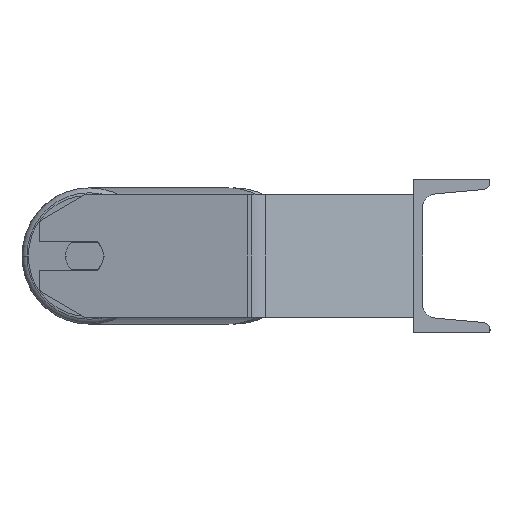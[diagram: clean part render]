
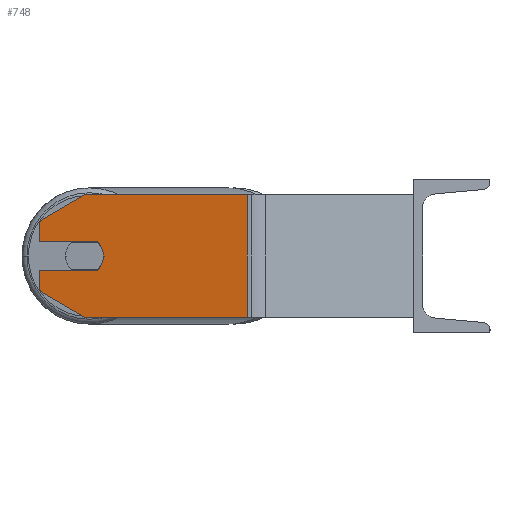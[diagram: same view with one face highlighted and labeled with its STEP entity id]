
A CAD part, left-side view. The second image highlights one B-rep face of the part: STEP entity #748.
In plain terms, the highlighted planar face has unit normal (-0.985, 0.174, 0).
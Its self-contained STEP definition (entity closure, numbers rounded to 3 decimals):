
#56 = DIRECTION ( 'NONE',  ( 0.15, 0.853, -0.5 ) ) ;
#73 = LINE ( 'NONE', #2917, #2001 ) ;
#144 = DIRECTION ( 'NONE',  ( 0.174, 0.985, 0. ) ) ;
#154 = DIRECTION ( 'NONE',  ( -0.174, -0.985, 0. ) ) ;
#230 = VERTEX_POINT ( 'NONE', #7198 ) ;
#239 = CARTESIAN_POINT ( 'NONE',  ( -836.586, 214.701, 0. ) ) ;
#299 = ORIENTED_EDGE ( 'NONE', *, *, #1395, .T. ) ;
#360 = DIRECTION ( 'NONE',  ( -0.15, -0.853, -0.5 ) ) ;
#748 = ADVANCED_FACE ( 'NONE', ( #3020 ), #2964, .F. ) ;
#853 = LINE ( 'NONE', #3678, #3582 ) ;
#962 = VERTEX_POINT ( 'NONE', #2523 ) ;
#1040 = CARTESIAN_POINT ( 'NONE',  ( -831.376, 244.245, 22.679 ) ) ;
#1157 = VERTEX_POINT ( 'NONE', #4467 ) ;
#1250 = CIRCLE ( 'NONE', #1973, 12.5 ) ;
#1395 = EDGE_CURVE ( 'NONE', #1714, #3960, #7583, .T. ) ;
#1667 = CARTESIAN_POINT ( 'NONE',  ( -831.376, 244.245, 40. ) ) ;
#1712 = ORIENTED_EDGE ( 'NONE', *, *, #2046, .T. ) ;
#1714 = VERTEX_POINT ( 'NONE', #5787 ) ;
#1774 = ORIENTED_EDGE ( 'NONE', *, *, #3842, .T. ) ;
#1790 = VERTEX_POINT ( 'NONE', #4647 ) ;
#1917 = EDGE_CURVE ( 'NONE', #1157, #5285, #6278, .T. ) ;
#1973 = AXIS2_PLACEMENT_3D ( 'NONE', #239, #5881, #154 ) ;
#2001 = VECTOR ( 'NONE', #2737, 1000. ) ;
#2010 = DIRECTION ( 'NONE',  ( 0., 0., -1. ) ) ;
#2046 = EDGE_CURVE ( 'NONE', #2899, #7515, #3716, .T. ) ;
#2077 = CARTESIAN_POINT ( 'NONE',  ( -836.586, 214.701, 0. ) ) ;
#2322 = VERTEX_POINT ( 'NONE', #8474 ) ;
#2454 = LINE ( 'NONE', #7438, #3111 ) ;
#2475 = VERTEX_POINT ( 'NONE', #6888 ) ;
#2523 = CARTESIAN_POINT ( 'NONE',  ( -831.376, 244.245, -9.5 ) ) ;
#2683 = DIRECTION ( 'NONE',  ( -0.985, 0.174, 0. ) ) ;
#2708 = ORIENTED_EDGE ( 'NONE', *, *, #6272, .T. ) ;
#2737 = DIRECTION ( 'NONE',  ( -0.174, -0.985, 0. ) ) ;
#2899 = VERTEX_POINT ( 'NONE', #3105 ) ;
#2917 = CARTESIAN_POINT ( 'NONE',  ( -837.996, 206.7, -9.5 ) ) ;
#2964 = PLANE ( 'NONE',  #5367 ) ;
#3020 = FACE_OUTER_BOUND ( 'NONE', #5338, .T. ) ;
#3032 = CARTESIAN_POINT ( 'NONE',  ( -831.376, 244.245, 40. ) ) ;
#3105 = CARTESIAN_POINT ( 'NONE',  ( -831.376, 244.245, 22.679 ) ) ;
#3111 = VECTOR ( 'NONE', #2010, 1000. ) ;
#3215 = ORIENTED_EDGE ( 'NONE', *, *, #5988, .F. ) ;
#3362 = EDGE_CURVE ( 'NONE', #962, #2475, #7847, .T. ) ;
#3420 = CARTESIAN_POINT ( 'NONE',  ( -855.3, 108.568, -40. ) ) ;
#3582 = VECTOR ( 'NONE', #144, 1000. ) ;
#3632 = VECTOR ( 'NONE', #6314, 1000. ) ;
#3678 = CARTESIAN_POINT ( 'NONE',  ( -831.376, 244.245, 9.5 ) ) ;
#3716 = LINE ( 'NONE', #3032, #8832 ) ;
#3842 = EDGE_CURVE ( 'NONE', #2475, #1714, #4630, .T. ) ;
#3883 = VECTOR ( 'NONE', #360, 1000. ) ;
#3946 = ORIENTED_EDGE ( 'NONE', *, *, #8215, .F. ) ;
#3960 = VERTEX_POINT ( 'NONE', #3420 ) ;
#4227 = CARTESIAN_POINT ( 'NONE',  ( -831.376, 244.245, -40. ) ) ;
#4317 = ORIENTED_EDGE ( 'NONE', *, *, #1917, .F. ) ;
#4467 = CARTESIAN_POINT ( 'NONE',  ( -836.586, 214.701, 40. ) ) ;
#4486 = DIRECTION ( 'NONE',  ( 0.985, -0.174, 0. ) ) ;
#4607 = VECTOR ( 'NONE', #7263, 1000. ) ;
#4630 = LINE ( 'NONE', #8036, #3883 ) ;
#4647 = CARTESIAN_POINT ( 'NONE',  ( -837.996, 206.7, -9.5 ) ) ;
#5198 = VECTOR ( 'NONE', #56, 1000. ) ;
#5285 = VERTEX_POINT ( 'NONE', #6690 ) ;
#5338 = EDGE_LOOP ( 'NONE', ( #6252, #1774, #299, #3946, #4317, #2708, #1712, #6025, #8552, #3215, #6744 ) ) ;
#5367 = AXIS2_PLACEMENT_3D ( 'NONE', #1667, #4486, #5770 ) ;
#5426 = DIRECTION ( 'NONE',  ( -0.174, -0.985, 0. ) ) ;
#5452 = EDGE_CURVE ( 'NONE', #230, #7515, #853, .T. ) ;
#5592 = EDGE_CURVE ( 'NONE', #2322, #230, #7956, .T. ) ;
#5629 = DIRECTION ( 'NONE',  ( -0.174, -0.985, 0. ) ) ;
#5770 = DIRECTION ( 'NONE',  ( 0.174, 0.985, 0. ) ) ;
#5787 = CARTESIAN_POINT ( 'NONE',  ( -836.586, 214.701, -40. ) ) ;
#5881 = DIRECTION ( 'NONE',  ( -0.985, 0.174, 0. ) ) ;
#5926 = CARTESIAN_POINT ( 'NONE',  ( -831.376, 244.245, 40. ) ) ;
#5988 = EDGE_CURVE ( 'NONE', #1790, #2322, #1250, .T. ) ;
#6025 = ORIENTED_EDGE ( 'NONE', *, *, #5452, .F. ) ;
#6237 = CARTESIAN_POINT ( 'NONE',  ( -831.376, 244.245, 40. ) ) ;
#6252 = ORIENTED_EDGE ( 'NONE', *, *, #3362, .T. ) ;
#6272 = EDGE_CURVE ( 'NONE', #1157, #2899, #6378, .T. ) ;
#6278 = LINE ( 'NONE', #6237, #8235 ) ;
#6314 = DIRECTION ( 'NONE',  ( -0.174, -0.985, 0. ) ) ;
#6378 = LINE ( 'NONE', #1040, #5198 ) ;
#6690 = CARTESIAN_POINT ( 'NONE',  ( -855.3, 108.568, 40. ) ) ;
#6744 = ORIENTED_EDGE ( 'NONE', *, *, #7470, .F. ) ;
#6888 = CARTESIAN_POINT ( 'NONE',  ( -831.376, 244.245, -22.679 ) ) ;
#6952 = AXIS2_PLACEMENT_3D ( 'NONE', #2077, #2683, #5629 ) ;
#7198 = CARTESIAN_POINT ( 'NONE',  ( -837.996, 206.7, 9.5 ) ) ;
#7263 = DIRECTION ( 'NONE',  ( 0., 0., -1. ) ) ;
#7438 = CARTESIAN_POINT ( 'NONE',  ( -855.3, 108.568, 40. ) ) ;
#7470 = EDGE_CURVE ( 'NONE', #962, #1790, #73, .T. ) ;
#7515 = VERTEX_POINT ( 'NONE', #8451 ) ;
#7583 = LINE ( 'NONE', #4227, #3632 ) ;
#7847 = LINE ( 'NONE', #5926, #4607 ) ;
#7956 = CIRCLE ( 'NONE', #6952, 12.5 ) ;
#8036 = CARTESIAN_POINT ( 'NONE',  ( -836.586, 214.701, -40. ) ) ;
#8215 = EDGE_CURVE ( 'NONE', #5285, #3960, #2454, .T. ) ;
#8235 = VECTOR ( 'NONE', #5426, 1000. ) ;
#8451 = CARTESIAN_POINT ( 'NONE',  ( -831.376, 244.245, 9.5 ) ) ;
#8474 = CARTESIAN_POINT ( 'NONE',  ( -838.756, 202.391, 0. ) ) ;
#8552 = ORIENTED_EDGE ( 'NONE', *, *, #5592, .F. ) ;
#8610 = DIRECTION ( 'NONE',  ( 0., 0., -1. ) ) ;
#8832 = VECTOR ( 'NONE', #8610, 1000. ) ;
